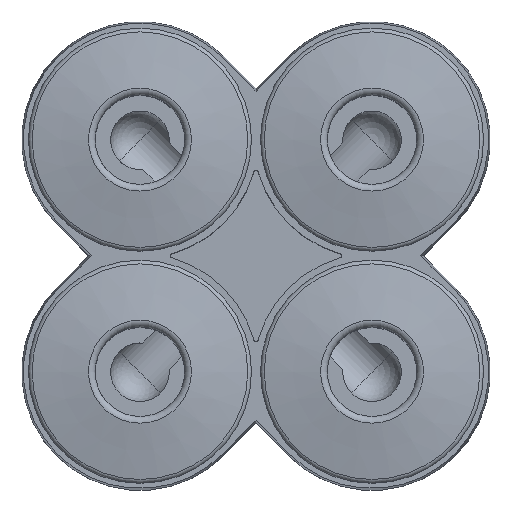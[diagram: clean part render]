
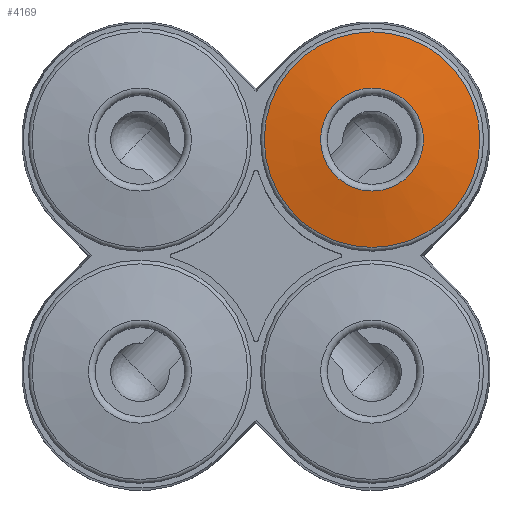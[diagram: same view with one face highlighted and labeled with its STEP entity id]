
A CAD part, top view. The second image highlights one B-rep face of the part: STEP entity #4169.
In plain terms, the highlighted conical face has half-angle 80 degrees and reference radius 2.284 mm.
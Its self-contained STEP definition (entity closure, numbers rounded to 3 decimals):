
#59=CONICAL_SURFACE('',#4475,2.285,1.396);
#937=ORIENTED_EDGE('',*,*,#1564,.F.);
#938=ORIENTED_EDGE('',*,*,#1565,.T.);
#1564=EDGE_CURVE('',#1868,#1868,#2013,.T.);
#1565=EDGE_CURVE('',#1869,#1869,#2014,.T.);
#1868=VERTEX_POINT('',#6341);
#1869=VERTEX_POINT('',#6343);
#2013=CIRCLE('',#4476,4.785);
#2014=CIRCLE('',#4477,2.285);
#2192=EDGE_LOOP('',(#937));
#2193=EDGE_LOOP('',(#938));
#2469=FACE_BOUND('',#2192,.T.);
#2470=FACE_BOUND('',#2193,.T.);
#4169=ADVANCED_FACE('',(#2469,#2470),#59,.T.);
#4475=AXIS2_PLACEMENT_3D('',#6339,#5143,#5144);
#4476=AXIS2_PLACEMENT_3D('',#6340,#5145,#5146);
#4477=AXIS2_PLACEMENT_3D('',#6342,#5147,#5148);
#5143=DIRECTION('',(0.,0.,-1.));
#5144=DIRECTION('',(-1.,0.,0.));
#5145=DIRECTION('',(0.,0.,-1.));
#5146=DIRECTION('',(-1.,0.,0.));
#5147=DIRECTION('',(0.,0.,-1.));
#5148=DIRECTION('',(-1.,0.,0.));
#6339=CARTESIAN_POINT('',(5.15,5.15,30.9));
#6340=CARTESIAN_POINT('',(5.15,5.15,30.459));
#6341=CARTESIAN_POINT('',(0.365,5.15,30.459));
#6342=CARTESIAN_POINT('',(5.15,5.15,30.9));
#6343=CARTESIAN_POINT('',(2.866,5.15,30.9));
